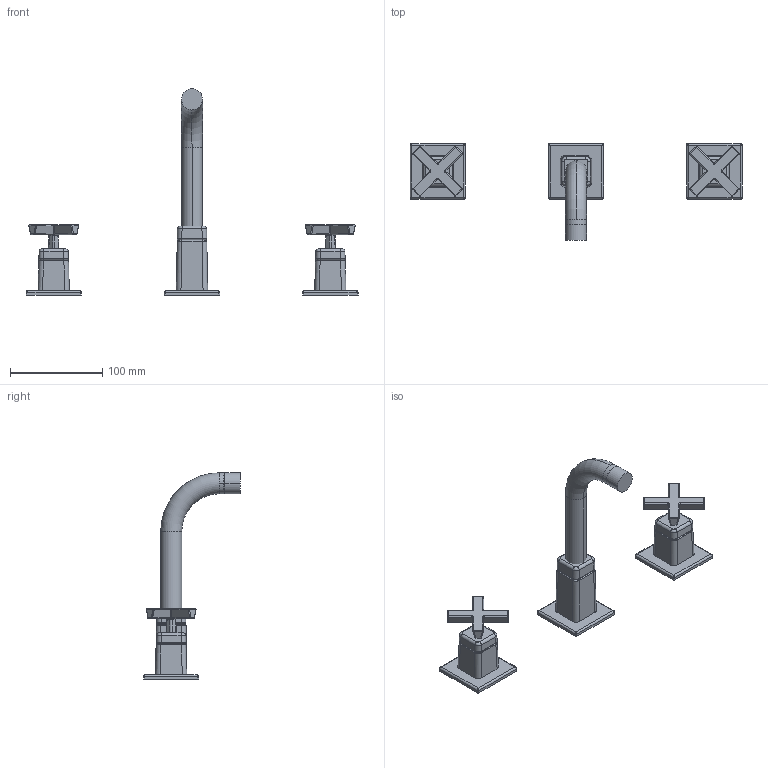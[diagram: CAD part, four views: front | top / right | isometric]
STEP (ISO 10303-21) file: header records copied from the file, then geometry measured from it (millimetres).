
FILE_DESCRIPTION (( 'STEP AP203' ), '1' );
FILE_NAME ('50432101.STEP', '2017-03-21T14:58:55', ( '' ), ( '' ), 'SwSTEP 2.0', 'SolidWorks 2016', '' );
FILE_SCHEMA (( 'CONFIG_CONTROL_DESIGN' ));
Length unit declared in the file: millimetre
Products named in the file (1): 50432101
Bounding box: 360 x 105.09 x 223.93 mm (x, y, z)
Volume: 333556.2 mm3; surface area: 81498.8 mm2
Topology: 12 solids, 12 shells, 459 faces, 1030 edges, 578 vertices
Faces by surface type: cylinder 202, bspline 112, plane 103, sphere 40, torus 2
Entity records: 18533 total; most frequent: CARTESIAN_POINT 9248, ORIENTED_EDGE 2000, DIRECTION 1826, EDGE_CURVE 1000, AXIS2_PLACEMENT_3D 716, VERTEX_POINT 568, EDGE_LOOP 462, ADVANCED_FACE 459
